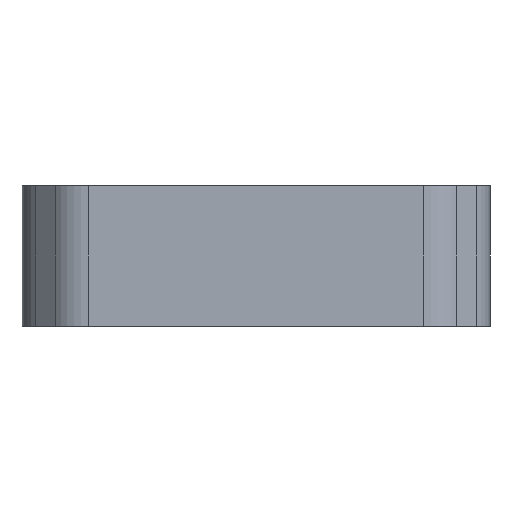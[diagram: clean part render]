
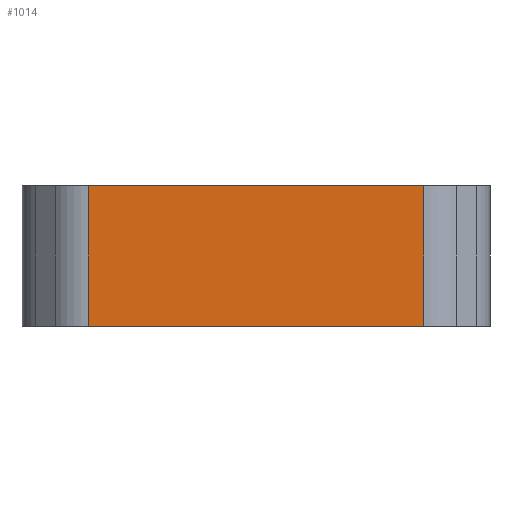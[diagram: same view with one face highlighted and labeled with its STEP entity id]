
A CAD part, left-side view. The second image highlights one B-rep face of the part: STEP entity #1014.
In plain terms, the highlighted planar face has unit normal (-1, 0, 0).
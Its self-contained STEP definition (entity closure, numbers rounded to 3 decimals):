
#16 = DIRECTION ( 'NONE',  ( 0., -1., 0. ) ) ;
#28 = CARTESIAN_POINT ( 'NONE',  ( -15., -7.172, 6. ) ) ;
#45 = VECTOR ( 'NONE', #16, 1000. ) ;
#60 = DIRECTION ( 'NONE',  ( 0., 0., -1. ) ) ;
#110 = DIRECTION ( 'NONE',  ( 0., -1., 0. ) ) ;
#192 = CARTESIAN_POINT ( 'NONE',  ( -15., -7.172, 0. ) ) ;
#209 = CARTESIAN_POINT ( 'NONE',  ( -15., -10., 6. ) ) ;
#240 = EDGE_CURVE ( 'NONE', #514, #252, #692, .T. ) ;
#252 = VERTEX_POINT ( 'NONE', #192 ) ;
#282 = EDGE_LOOP ( 'NONE', ( #1004, #1321, #750, #883 ) ) ;
#293 = VERTEX_POINT ( 'NONE', #1264 ) ;
#393 = CARTESIAN_POINT ( 'NONE',  ( -15., -7.172, 6. ) ) ;
#450 = EDGE_CURVE ( 'NONE', #293, #514, #1130, .T. ) ;
#495 = DIRECTION ( 'NONE',  ( 0., 0., 1. ) ) ;
#514 = VERTEX_POINT ( 'NONE', #1040 ) ;
#517 = CARTESIAN_POINT ( 'NONE',  ( -15., -10., 0. ) ) ;
#523 = EDGE_CURVE ( 'NONE', #252, #884, #1179, .T. ) ;
#610 = AXIS2_PLACEMENT_3D ( 'NONE', #701, #1331, #1118 ) ;
#692 = LINE ( 'NONE', #517, #728 ) ;
#701 = CARTESIAN_POINT ( 'NONE',  ( -15., -10., 6. ) ) ;
#725 = VECTOR ( 'NONE', #495, 1000. ) ;
#728 = VECTOR ( 'NONE', #110, 1000. ) ;
#750 = ORIENTED_EDGE ( 'NONE', *, *, #1344, .F. ) ;
#860 = LINE ( 'NONE', #209, #45 ) ;
#883 = ORIENTED_EDGE ( 'NONE', *, *, #450, .T. ) ;
#884 = VERTEX_POINT ( 'NONE', #28 ) ;
#1004 = ORIENTED_EDGE ( 'NONE', *, *, #240, .T. ) ;
#1012 = PLANE ( 'NONE',  #610 ) ;
#1014 = ADVANCED_FACE ( 'NONE', ( #1251 ), #1012, .F. ) ;
#1019 = CARTESIAN_POINT ( 'NONE',  ( -15., 7.172, 0. ) ) ;
#1040 = CARTESIAN_POINT ( 'NONE',  ( -15., 7.172, 0. ) ) ;
#1094 = VECTOR ( 'NONE', #60, 1000. ) ;
#1118 = DIRECTION ( 'NONE',  ( 0., 0., -1. ) ) ;
#1130 = LINE ( 'NONE', #1019, #1094 ) ;
#1179 = LINE ( 'NONE', #393, #725 ) ;
#1251 = FACE_OUTER_BOUND ( 'NONE', #282, .T. ) ;
#1264 = CARTESIAN_POINT ( 'NONE',  ( -15., 7.172, 6. ) ) ;
#1321 = ORIENTED_EDGE ( 'NONE', *, *, #523, .T. ) ;
#1331 = DIRECTION ( 'NONE',  ( 1., 0., 0. ) ) ;
#1344 = EDGE_CURVE ( 'NONE', #293, #884, #860, .T. ) ;
